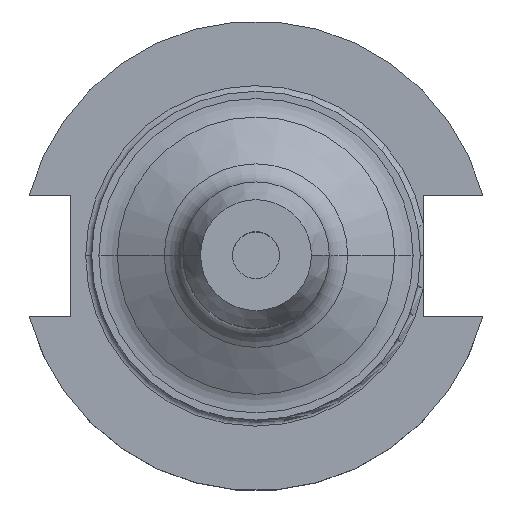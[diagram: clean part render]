
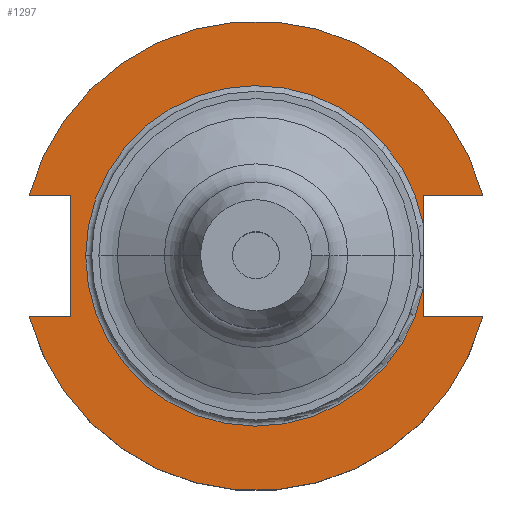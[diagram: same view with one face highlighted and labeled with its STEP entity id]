
A CAD part, top view. The second image highlights one B-rep face of the part: STEP entity #1297.
In plain terms, the highlighted planar face has unit normal (0, 0, 1).
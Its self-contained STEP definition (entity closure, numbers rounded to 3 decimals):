
#28 = AXIS2_PLACEMENT_3D ( 'NONE', #1334, #1442, #608 ) ;
#38 = LINE ( 'NONE', #1648, #1591 ) ;
#46 = DIRECTION ( 'NONE',  ( 1., 0., 0. ) ) ;
#56 = VERTEX_POINT ( 'NONE', #1277 ) ;
#73 = PLANE ( 'NONE',  #28 ) ;
#80 = ORIENTED_EDGE ( 'NONE', *, *, #139, .T. ) ;
#84 = VECTOR ( 'NONE', #701, 1000. ) ;
#93 = VERTEX_POINT ( 'NONE', #1143 ) ;
#101 = FACE_OUTER_BOUND ( 'NONE', #1063, .T. ) ;
#133 = ORIENTED_EDGE ( 'NONE', *, *, #1766, .T. ) ;
#135 = DIRECTION ( 'NONE',  ( 1., 0., 0. ) ) ;
#139 = EDGE_CURVE ( 'NONE', #326, #1103, #867, .T. ) ;
#195 = AXIS2_PLACEMENT_3D ( 'NONE', #784, #1209, #659 ) ;
#203 = CIRCLE ( 'NONE', #1397, 23.025 ) ;
#219 = ORIENTED_EDGE ( 'NONE', *, *, #782, .T. ) ;
#298 = VERTEX_POINT ( 'NONE', #532 ) ;
#326 = VERTEX_POINT ( 'NONE', #666 ) ;
#386 = CARTESIAN_POINT ( 'NONE',  ( -61.091, 8.191, 19.05 ) ) ;
#416 = EDGE_CURVE ( 'NONE', #960, #1103, #1763, .T. ) ;
#430 = ORIENTED_EDGE ( 'NONE', *, *, #1529, .F. ) ;
#432 = DIRECTION ( 'NONE',  ( 0., 0., 1. ) ) ;
#497 = CARTESIAN_POINT ( 'NONE',  ( 58.606, -8.192, 19.05 ) ) ;
#532 = CARTESIAN_POINT ( 'NONE',  ( -30.675, 8.191, 19.05 ) ) ;
#555 = VECTOR ( 'NONE', #837, 1000. ) ;
#565 = DIRECTION ( 'NONE',  ( 1., 0., 0. ) ) ;
#569 = EDGE_CURVE ( 'NONE', #852, #785, #1533, .T. ) ;
#608 = DIRECTION ( 'NONE',  ( -1., 0., 0. ) ) ;
#631 = ORIENTED_EDGE ( 'NONE', *, *, #1773, .T. ) ;
#646 = DIRECTION ( 'NONE',  ( 1., 0., 0. ) ) ;
#659 = DIRECTION ( 'NONE',  ( 1., 0., 0. ) ) ;
#663 = VERTEX_POINT ( 'NONE', #1540 ) ;
#666 = CARTESIAN_POINT ( 'NONE',  ( 30.675, -8.191, 19.05 ) ) ;
#681 = VERTEX_POINT ( 'NONE', #997 ) ;
#701 = DIRECTION ( 'NONE',  ( 0., -1., 0. ) ) ;
#722 = VERTEX_POINT ( 'NONE', #1296 ) ;
#729 = CARTESIAN_POINT ( 'NONE',  ( 0., 0., 19.05 ) ) ;
#748 = CARTESIAN_POINT ( 'NONE',  ( 22.606, 8.191, 19.05 ) ) ;
#767 = CARTESIAN_POINT ( 'NONE',  ( 22.606, -4.373, 19.05 ) ) ;
#782 = EDGE_CURVE ( 'NONE', #56, #298, #888, .T. ) ;
#784 = CARTESIAN_POINT ( 'NONE',  ( 0., 0., 19.05 ) ) ;
#785 = VERTEX_POINT ( 'NONE', #1158 ) ;
#821 = DIRECTION ( 'NONE',  ( 0., 0., 1. ) ) ;
#837 = DIRECTION ( 'NONE',  ( 0., -1., 0. ) ) ;
#852 = VERTEX_POINT ( 'NONE', #748 ) ;
#867 = LINE ( 'NONE', #497, #1717 ) ;
#888 = CIRCLE ( 'NONE', #1396, 31.75 ) ;
#896 = DIRECTION ( 'NONE',  ( -1., 0., 0. ) ) ;
#931 = VECTOR ( 'NONE', #135, 1000. ) ;
#960 = VERTEX_POINT ( 'NONE', #767 ) ;
#961 = DIRECTION ( 'NONE',  ( 1., 0., 0. ) ) ;
#976 = CARTESIAN_POINT ( 'NONE',  ( -61.091, -8.192, 19.05 ) ) ;
#997 = CARTESIAN_POINT ( 'NONE',  ( -25.091, -8.192, 19.05 ) ) ;
#1063 = EDGE_LOOP ( 'NONE', ( #133, #1465, #631, #80, #1506, #1622, #1221, #1123, #430, #219, #1387 ) ) ;
#1079 = DIRECTION ( 'NONE',  ( -1., 0., 0. ) ) ;
#1095 = CARTESIAN_POINT ( 'NONE',  ( 22.606, -8.192, 19.05 ) ) ;
#1098 = CARTESIAN_POINT ( 'NONE',  ( 22.606, 23.025, 19.05 ) ) ;
#1103 = VERTEX_POINT ( 'NONE', #1095 ) ;
#1117 = CARTESIAN_POINT ( 'NONE',  ( 0., 0., 19.05 ) ) ;
#1123 = ORIENTED_EDGE ( 'NONE', *, *, #569, .F. ) ;
#1132 = CARTESIAN_POINT ( 'NONE',  ( 22.606, 23.025, 19.05 ) ) ;
#1143 = CARTESIAN_POINT ( 'NONE',  ( -25.091, 8.191, 19.05 ) ) ;
#1158 = CARTESIAN_POINT ( 'NONE',  ( 22.606, 4.373, 19.05 ) ) ;
#1177 = VECTOR ( 'NONE', #1238, 1000. ) ;
#1190 = CIRCLE ( 'NONE', #1452, 31.75 ) ;
#1209 = DIRECTION ( 'NONE',  ( 0., 0., 1. ) ) ;
#1221 = ORIENTED_EDGE ( 'NONE', *, *, #1359, .F. ) ;
#1238 = DIRECTION ( 'NONE',  ( 0., -1., 0. ) ) ;
#1277 = CARTESIAN_POINT ( 'NONE',  ( 30.675, 8.191, 19.05 ) ) ;
#1296 = CARTESIAN_POINT ( 'NONE',  ( -23.025, 0., 19.05 ) ) ;
#1297 = ADVANCED_FACE ( 'NONE', ( #101 ), #73, .F. ) ;
#1334 = CARTESIAN_POINT ( 'NONE',  ( 0., 23.025, 19.05 ) ) ;
#1359 = EDGE_CURVE ( 'NONE', #785, #722, #1408, .T. ) ;
#1387 = ORIENTED_EDGE ( 'NONE', *, *, #1403, .T. ) ;
#1396 = AXIS2_PLACEMENT_3D ( 'NONE', #729, #1716, #46 ) ;
#1397 = AXIS2_PLACEMENT_3D ( 'NONE', #1117, #821, #961 ) ;
#1400 = CARTESIAN_POINT ( 'NONE',  ( 0., 0., 19.05 ) ) ;
#1403 = EDGE_CURVE ( 'NONE', #298, #93, #1634, .T. ) ;
#1408 = CIRCLE ( 'NONE', #195, 23.025 ) ;
#1442 = DIRECTION ( 'NONE',  ( 0., 0., -1. ) ) ;
#1452 = AXIS2_PLACEMENT_3D ( 'NONE', #1400, #432, #565 ) ;
#1465 = ORIENTED_EDGE ( 'NONE', *, *, #1710, .F. ) ;
#1506 = ORIENTED_EDGE ( 'NONE', *, *, #416, .F. ) ;
#1524 = VECTOR ( 'NONE', #646, 1000. ) ;
#1529 = EDGE_CURVE ( 'NONE', #56, #852, #38, .T. ) ;
#1533 = LINE ( 'NONE', #1098, #1177 ) ;
#1540 = CARTESIAN_POINT ( 'NONE',  ( -30.675, -8.192, 19.05 ) ) ;
#1572 = LINE ( 'NONE', #1668, #555 ) ;
#1591 = VECTOR ( 'NONE', #1079, 1000. ) ;
#1622 = ORIENTED_EDGE ( 'NONE', *, *, #1700, .F. ) ;
#1634 = LINE ( 'NONE', #386, #1524 ) ;
#1648 = CARTESIAN_POINT ( 'NONE',  ( 58.606, 8.191, 19.05 ) ) ;
#1668 = CARTESIAN_POINT ( 'NONE',  ( -25.091, 23.025, 19.05 ) ) ;
#1700 = EDGE_CURVE ( 'NONE', #722, #960, #203, .T. ) ;
#1710 = EDGE_CURVE ( 'NONE', #663, #681, #1718, .T. ) ;
#1716 = DIRECTION ( 'NONE',  ( 0., 0., 1. ) ) ;
#1717 = VECTOR ( 'NONE', #896, 1000. ) ;
#1718 = LINE ( 'NONE', #976, #931 ) ;
#1763 = LINE ( 'NONE', #1132, #84 ) ;
#1766 = EDGE_CURVE ( 'NONE', #93, #681, #1572, .T. ) ;
#1773 = EDGE_CURVE ( 'NONE', #663, #326, #1190, .T. ) ;
